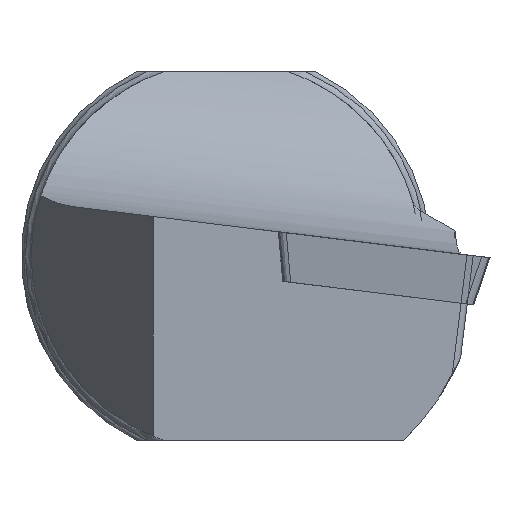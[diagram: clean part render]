
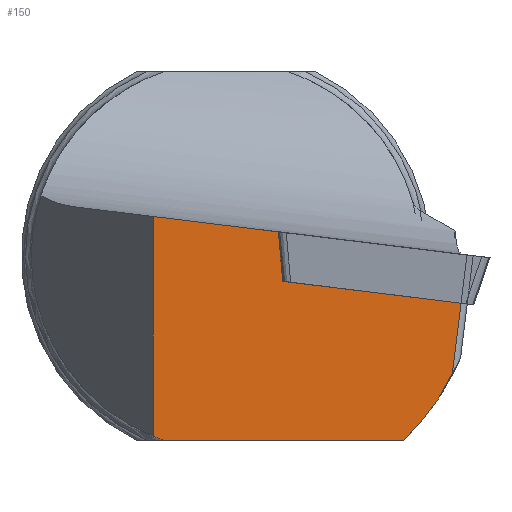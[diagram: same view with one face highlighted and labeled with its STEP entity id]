
A CAD part, left-side view. The second image highlights one B-rep face of the part: STEP entity #150.
In plain terms, the highlighted planar face has unit normal (-1, 0.018, 0).
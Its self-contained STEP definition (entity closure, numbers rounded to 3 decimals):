
#97=ELLIPSE('',#685,12.502,12.5);
#102=ELLIPSE('',#695,9.501,9.5);
#150=ADVANCED_FACE('',(#193),#176,.F.);
#176=PLANE('',#696);
#193=FACE_OUTER_BOUND('',#234,.T.);
#234=EDGE_LOOP('',(#325,#326,#327,#328,#329,#330));
#325=ORIENTED_EDGE('',*,*,#527,.T.);
#326=ORIENTED_EDGE('',*,*,#543,.T.);
#327=ORIENTED_EDGE('',*,*,#532,.F.);
#328=ORIENTED_EDGE('',*,*,#544,.F.);
#329=ORIENTED_EDGE('',*,*,#545,.T.);
#330=ORIENTED_EDGE('',*,*,#546,.F.);
#459=VERTEX_POINT('',#1001);
#460=VERTEX_POINT('',#1003);
#462=VERTEX_POINT('',#1018);
#463=VERTEX_POINT('',#1019);
#471=VERTEX_POINT('',#1057);
#472=VERTEX_POINT('',#1059);
#527=EDGE_CURVE('',#460,#459,#97,.T.);
#532=EDGE_CURVE('',#462,#463,#602,.T.);
#543=EDGE_CURVE('',#459,#463,#606,.T.);
#544=EDGE_CURVE('',#471,#462,#607,.T.);
#545=EDGE_CURVE('',#471,#472,#102,.T.);
#546=EDGE_CURVE('',#460,#472,#608,.T.);
#602=LINE('',#1017,#637);
#606=LINE('',#1055,#641);
#607=LINE('',#1056,#642);
#608=LINE('',#1060,#643);
#637=VECTOR('',#803,1.);
#641=VECTOR('',#819,1.);
#642=VECTOR('',#820,1.);
#643=VECTOR('',#823,1.);
#685=AXIS2_PLACEMENT_3D('',#1002,#794,#795);
#695=AXIS2_PLACEMENT_3D('',#1058,#821,#822);
#696=AXIS2_PLACEMENT_3D('',#1061,#824,#825);
#794=DIRECTION('',(-1.,0.017,0.));
#795=DIRECTION('',(-0.017,-1.,0.));
#803=DIRECTION('',(-0.017,-0.992,-0.122));
#819=DIRECTION('',(-0.002,-0.122,0.993));
#820=DIRECTION('',(0.,0.,1.));
#821=DIRECTION('',(-1.,0.017,0.));
#822=DIRECTION('',(-0.017,-1.,0.));
#823=DIRECTION('',(0.017,1.,0.));
#824=DIRECTION('',(1.,-0.017,0.));
#825=DIRECTION('',(0.017,1.,0.));
#1001=CARTESIAN_POINT('',(0.682,2.133,-5.74));
#1002=CARTESIAN_POINT('',(0.875,13.177,0.115));
#1003=CARTESIAN_POINT('',(0.723,4.502,-8.885));
#1017=CARTESIAN_POINT('',(1.086,25.264,3.092));
#1018=CARTESIAN_POINT('',(0.937,16.727,2.044));
#1019=CARTESIAN_POINT('',(0.669,1.407,0.163));
#1055=CARTESIAN_POINT('',(0.669,1.403,0.193));
#1056=CARTESIAN_POINT('',(0.937,16.727,-12.385));
#1057=CARTESIAN_POINT('',(0.937,16.727,-8.697));
#1058=CARTESIAN_POINT('',(0.875,13.177,0.115));
#1059=CARTESIAN_POINT('',(0.928,16.218,-8.885));
#1060=CARTESIAN_POINT('',(0.872,13.054,-8.885));
#1061=CARTESIAN_POINT('',(0.656,0.677,-12.385));
